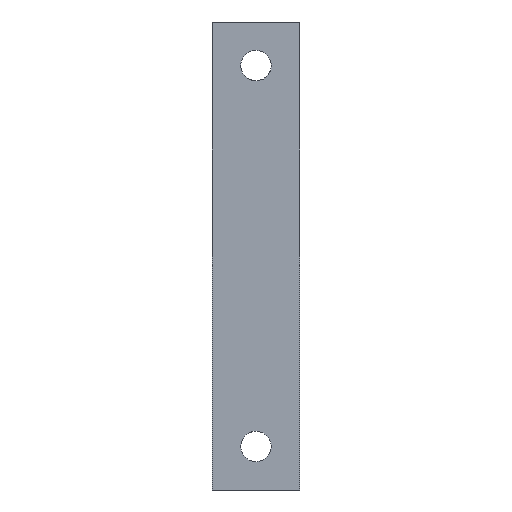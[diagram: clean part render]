
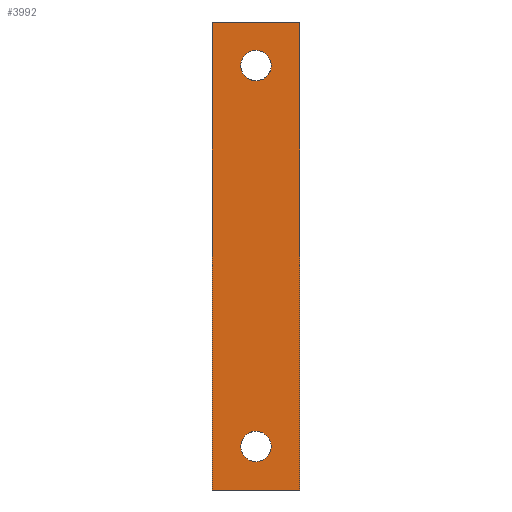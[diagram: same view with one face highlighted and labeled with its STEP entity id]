
A CAD part, left-side view. The second image highlights one B-rep face of the part: STEP entity #3992.
In plain terms, the highlighted free-form (B-spline) face has degree [1, 1] with [2, 2] control points.
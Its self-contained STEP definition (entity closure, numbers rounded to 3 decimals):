
#2041=CARTESIAN_POINT('',(0.,1.396,-17.61));
#2042=VERTEX_POINT('',#2041);
#2048=CARTESIAN_POINT('',(0.0,0.0,-18.9));
#2049=VERTEX_POINT('',#2048);
#2050=CARTESIAN_POINT('',(0.0,0.0,-18.9));
#2051=CARTESIAN_POINT('',(0.0,1.294,-18.9));
#2052=CARTESIAN_POINT('',(0.,1.396,-17.61));
#2060=(BOUNDED_CURVE()B_SPLINE_CURVE(2,(#2050,#2051,#2052),.UNSPECIFIED.,.F.,.U.)B_SPLINE_CURVE_WITH_KNOTS((3,3),(0.0,0.236),.UNSPECIFIED.)CURVE()GEOMETRIC_REPRESENTATION_ITEM()RATIONAL_B_SPLINE_CURVE((1.0,0.723,0.97))REPRESENTATION_ITEM(''));
#2061=EDGE_CURVE('',#2049,#2042,#2060,.T.);
#2063=CARTESIAN_POINT('',(0.,-1.396,-17.39));
#2064=VERTEX_POINT('',#2063);
#2065=CARTESIAN_POINT('',(0.,-1.396,-17.39));
#2066=CARTESIAN_POINT('',(0.0,-1.4,-17.445));
#2067=CARTESIAN_POINT('',(0.0,-1.4,-17.5));
#2068=CARTESIAN_POINT('',(0.0,-1.4,-18.9));
#2069=CARTESIAN_POINT('',(0.0,0.0,-18.9));
#2077=(BOUNDED_CURVE()B_SPLINE_CURVE(2,(#2065,#2066,#2067,#2068,#2069),.UNSPECIFIED.,.F.,.U.)B_SPLINE_CURVE_WITH_KNOTS((3,2,3),(0.736,0.75,1.0),.UNSPECIFIED.)CURVE()GEOMETRIC_REPRESENTATION_ITEM()RATIONAL_B_SPLINE_CURVE((0.97,0.984,1.0,0.707,1.0))REPRESENTATION_ITEM(''));
#2078=EDGE_CURVE('',#2064,#2049,#2077,.T.);
#2115=CARTESIAN_POINT('',(0.0,0.0,-16.1));
#2116=VERTEX_POINT('',#2115);
#2117=CARTESIAN_POINT('',(0.0,0.0,-16.1));
#2118=CARTESIAN_POINT('',(0.0,-1.294,-16.1));
#2119=CARTESIAN_POINT('',(0.,-1.396,-17.39));
#2127=(BOUNDED_CURVE()B_SPLINE_CURVE(2,(#2117,#2118,#2119),.UNSPECIFIED.,.F.,.U.)B_SPLINE_CURVE_WITH_KNOTS((3,3),(0.5,0.736),.UNSPECIFIED.)CURVE()GEOMETRIC_REPRESENTATION_ITEM()RATIONAL_B_SPLINE_CURVE((1.0,0.723,0.97))REPRESENTATION_ITEM(''));
#2128=EDGE_CURVE('',#2116,#2064,#2127,.T.);
#2130=CARTESIAN_POINT('',(0.,1.396,-17.61));
#2131=CARTESIAN_POINT('',(0.0,1.4,-17.555));
#2132=CARTESIAN_POINT('',(0.0,1.4,-17.5));
#2133=CARTESIAN_POINT('',(0.0,1.4,-16.1));
#2134=CARTESIAN_POINT('',(0.0,0.0,-16.1));
#2142=(BOUNDED_CURVE()B_SPLINE_CURVE(2,(#2130,#2131,#2132,#2133,#2134),.UNSPECIFIED.,.F.,.U.)B_SPLINE_CURVE_WITH_KNOTS((3,2,3),(0.236,0.25,0.5),.UNSPECIFIED.)CURVE()GEOMETRIC_REPRESENTATION_ITEM()RATIONAL_B_SPLINE_CURVE((0.97,0.984,1.0,0.707,1.0))REPRESENTATION_ITEM(''));
#2143=EDGE_CURVE('',#2042,#2116,#2142,.T.);
#2388=CARTESIAN_POINT('',(0.,1.39,17.665));
#2389=VERTEX_POINT('',#2388);
#2395=CARTESIAN_POINT('',(0.0,0.0,16.1));
#2396=VERTEX_POINT('',#2395);
#2397=CARTESIAN_POINT('',(0.,1.39,17.665));
#2398=CARTESIAN_POINT('',(0.0,1.4,17.583));
#2399=CARTESIAN_POINT('',(0.0,1.4,17.5));
#2400=CARTESIAN_POINT('',(0.0,1.4,16.1));
#2401=CARTESIAN_POINT('',(0.0,0.0,16.1));
#2409=(BOUNDED_CURVE()B_SPLINE_CURVE(2,(#2397,#2398,#2399,#2400,#2401),.UNSPECIFIED.,.F.,.U.)B_SPLINE_CURVE_WITH_KNOTS((3,2,3),(0.23,0.25,0.5),.UNSPECIFIED.)CURVE()GEOMETRIC_REPRESENTATION_ITEM()RATIONAL_B_SPLINE_CURVE((0.956,0.976,1.0,0.707,1.0))REPRESENTATION_ITEM(''));
#2410=EDGE_CURVE('',#2389,#2396,#2409,.T.);
#2412=CARTESIAN_POINT('',(0.,-1.397,17.415));
#2413=VERTEX_POINT('',#2412);
#2414=CARTESIAN_POINT('',(0.0,0.0,16.1));
#2415=CARTESIAN_POINT('',(0.0,-1.317,16.1));
#2416=CARTESIAN_POINT('',(0.,-1.397,17.415));
#2424=(BOUNDED_CURVE()B_SPLINE_CURVE(2,(#2414,#2415,#2416),.UNSPECIFIED.,.F.,.U.)B_SPLINE_CURVE_WITH_KNOTS((3,3),(0.5,0.739),.UNSPECIFIED.)CURVE()GEOMETRIC_REPRESENTATION_ITEM()RATIONAL_B_SPLINE_CURVE((1.0,0.72,0.976))REPRESENTATION_ITEM(''));
#2425=EDGE_CURVE('',#2396,#2413,#2424,.T.);
#2459=CARTESIAN_POINT('',(0.0,0.0,18.9));
#2460=VERTEX_POINT('',#2459);
#2461=CARTESIAN_POINT('',(0.,-1.397,17.415));
#2462=CARTESIAN_POINT('',(0.0,-1.4,17.457));
#2463=CARTESIAN_POINT('',(0.0,-1.4,17.5));
#2464=CARTESIAN_POINT('',(0.0,-1.4,18.9));
#2465=CARTESIAN_POINT('',(0.0,0.0,18.9));
#2473=(BOUNDED_CURVE()B_SPLINE_CURVE(2,(#2461,#2462,#2463,#2464,#2465),.UNSPECIFIED.,.F.,.U.)B_SPLINE_CURVE_WITH_KNOTS((3,2,3),(0.739,0.75,1.0),.UNSPECIFIED.)CURVE()GEOMETRIC_REPRESENTATION_ITEM()RATIONAL_B_SPLINE_CURVE((0.976,0.988,1.0,0.707,1.0))REPRESENTATION_ITEM(''));
#2474=EDGE_CURVE('',#2413,#2460,#2473,.T.);
#2476=CARTESIAN_POINT('',(0.0,0.0,18.9));
#2477=CARTESIAN_POINT('',(0.0,1.243,18.9));
#2478=CARTESIAN_POINT('',(0.,1.39,17.665));
#2486=(BOUNDED_CURVE()B_SPLINE_CURVE(2,(#2476,#2477,#2478),.UNSPECIFIED.,.F.,.U.)B_SPLINE_CURVE_WITH_KNOTS((3,3),(0.0,0.23),.UNSPECIFIED.)CURVE()GEOMETRIC_REPRESENTATION_ITEM()RATIONAL_B_SPLINE_CURVE((1.0,0.731,0.956))REPRESENTATION_ITEM(''));
#2487=EDGE_CURVE('',#2460,#2389,#2486,.T.);
#3546=CARTESIAN_POINT('',(0.,4.0,-21.5));
#3547=VERTEX_POINT('',#3546);
#3560=CARTESIAN_POINT('',(0.,-4.,-21.5));
#3561=VERTEX_POINT('',#3560);
#3567=CARTESIAN_POINT('',(0.,4.0,-21.5));
#3568=CARTESIAN_POINT('',(0.,-4.,-21.5));
#3569=QUASI_UNIFORM_CURVE('',1,(#3567,#3568),.UNSPECIFIED.,.F.,.U.);
#3570=EDGE_CURVE('',#3547,#3561,#3569,.T.);
#3589=CARTESIAN_POINT('',(0.,4.0,21.5));
#3590=VERTEX_POINT('',#3589);
#3596=CARTESIAN_POINT('',(0.,-4.,21.5));
#3597=VERTEX_POINT('',#3596);
#3598=CARTESIAN_POINT('',(0.,4.0,21.5));
#3599=CARTESIAN_POINT('',(0.,-4.,21.5));
#3600=QUASI_UNIFORM_CURVE('',1,(#3598,#3599),.UNSPECIFIED.,.F.,.U.);
#3601=EDGE_CURVE('',#3590,#3597,#3600,.T.);
#3638=CARTESIAN_POINT('',(0.,-4.,21.5));
#3639=CARTESIAN_POINT('',(0.,-4.,-21.5));
#3640=QUASI_UNIFORM_CURVE('',1,(#3638,#3639),.UNSPECIFIED.,.F.,.U.);
#3641=EDGE_CURVE('',#3597,#3561,#3640,.T.);
#3742=CARTESIAN_POINT('',(0.,4.0,21.5));
#3743=CARTESIAN_POINT('',(0.,4.0,-21.5));
#3744=QUASI_UNIFORM_CURVE('',1,(#3742,#3743),.UNSPECIFIED.,.F.,.U.);
#3745=EDGE_CURVE('',#3590,#3547,#3744,.T.);
#3969=CARTESIAN_POINT('',(0.,-4.4,-23.648));
#3970=CARTESIAN_POINT('',(0.,4.4,-23.648));
#3971=CARTESIAN_POINT('',(0.,-4.4,23.648));
#3972=CARTESIAN_POINT('',(0.,4.4,23.648));
#3973=B_SPLINE_SURFACE_WITH_KNOTS('',1,1,((#3969,#3971),(#3970,#3972)),.UNSPECIFIED.,.F.,.F.,.U.,(2,2),(2,2),(0.0,8.799),(0.0,47.296),.UNSPECIFIED.);
#3974=ORIENTED_EDGE('',*,*,#3570,.T.);
#3975=ORIENTED_EDGE('',*,*,#3641,.F.);
#3976=ORIENTED_EDGE('',*,*,#3601,.F.);
#3977=ORIENTED_EDGE('',*,*,#3745,.T.);
#3978=EDGE_LOOP('',(#3974,#3975,#3976,#3977));
#3979=FACE_OUTER_BOUND('',#3978,.T.);
#3980=ORIENTED_EDGE('',*,*,#2425,.F.);
#3981=ORIENTED_EDGE('',*,*,#2410,.F.);
#3982=ORIENTED_EDGE('',*,*,#2487,.F.);
#3983=ORIENTED_EDGE('',*,*,#2474,.F.);
#3984=EDGE_LOOP('',(#3980,#3981,#3982,#3983));
#3985=FACE_BOUND('',#3984,.T.);
#3986=ORIENTED_EDGE('',*,*,#2128,.T.);
#3987=ORIENTED_EDGE('',*,*,#2078,.T.);
#3988=ORIENTED_EDGE('',*,*,#2061,.T.);
#3989=ORIENTED_EDGE('',*,*,#2143,.T.);
#3990=EDGE_LOOP('',(#3986,#3987,#3988,#3989));
#3991=FACE_BOUND('',#3990,.T.);
#3992=ADVANCED_FACE('',(#3979,#3985,#3991),#3973,.F.);
